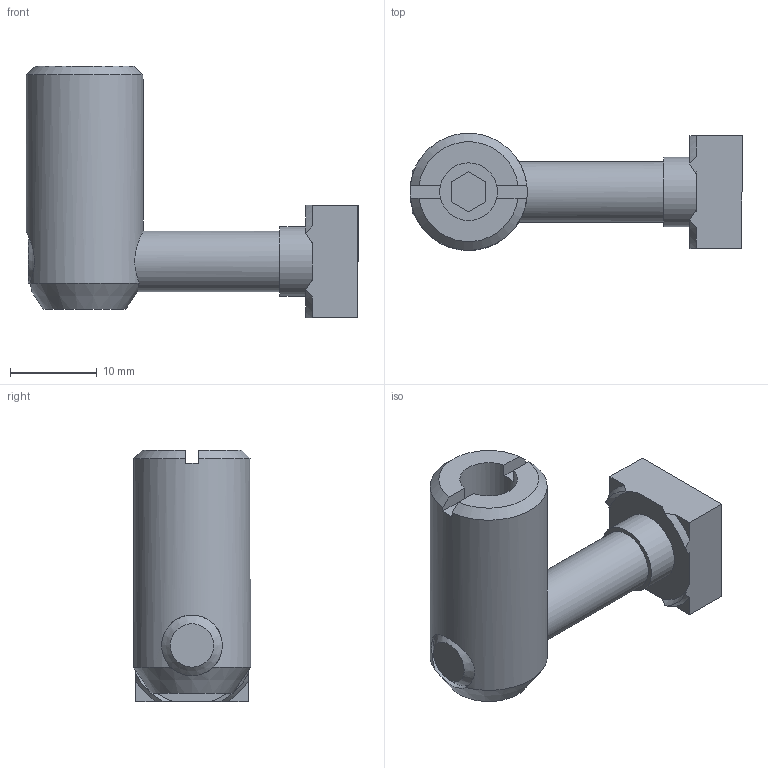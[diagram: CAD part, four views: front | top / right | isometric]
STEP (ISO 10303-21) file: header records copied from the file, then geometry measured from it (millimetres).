
FILE_DESCRIPTION(/* description */ (''),/* implementation_level */ '2;1');
FILE_NAME(/* name */ '311400ESD.stp',/* time_stamp */ '2022-08-10T12:28:09+02:00',/* author */ ('aluteckkpl_am'),/* organization */ (''),/* preprocessor_version */ 'ST-DEVELOPER v18.1',/* originating_system */ 'Autodesk Inventor 2021',/* authorisation */ '');
FILE_SCHEMA (('CONFIG_CONTROL_DESIGN'));
Length unit declared in the file: millimetre
Products named in the file (1): 311400ESD
Bounding box: 38.25 x 13.5 x 29 mm (x, y, z)
Volume: 5387.6 mm3; surface area: 3713.8 mm2
Topology: 3 solids, 3 shells, 53 faces, 145 edges, 98 vertices
Faces by surface type: plane 32, cone 15, cylinder 6
Full cylindrical faces by diameter (mm): 6.647 x1, 7 x2, 8 x2, 13.5 x1
Entity records: 1916 total; most frequent: CARTESIAN_POINT 480, ORIENTED_EDGE 290, DIRECTION 269, EDGE_CURVE 145, AXIS2_PLACEMENT_3D 102, VERTEX_POINT 98, LINE 65, VECTOR 65
